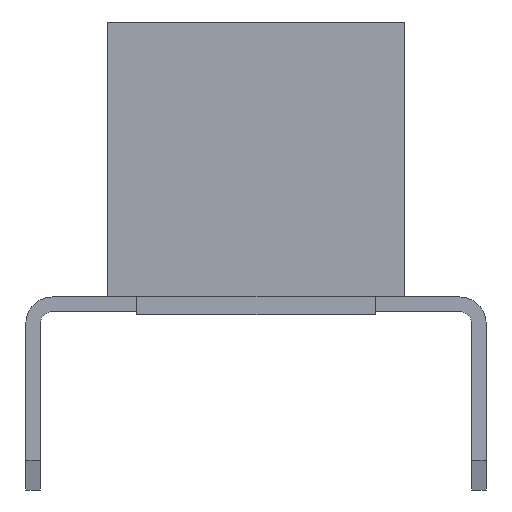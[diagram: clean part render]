
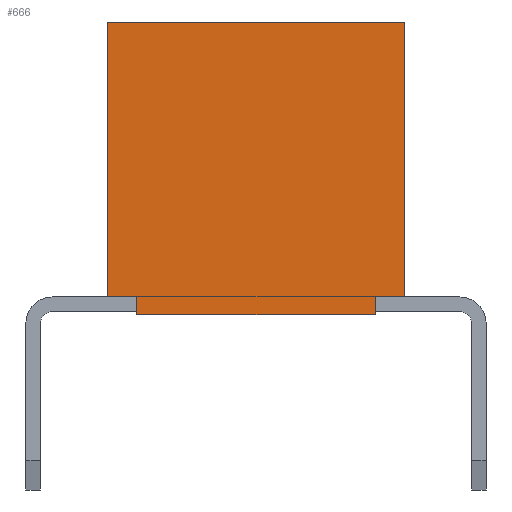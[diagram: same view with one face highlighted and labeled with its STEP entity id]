
A CAD part, left-side view. The second image highlights one B-rep face of the part: STEP entity #666.
In plain terms, the highlighted planar face has unit normal (-1, 0, 0).
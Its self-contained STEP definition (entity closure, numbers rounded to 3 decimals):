
#666=ADVANCED_FACE('',(#3224),#2028,.T.);
#2028=PLANE('',#26705);
#3224=FACE_OUTER_BOUND('',#4684,.T.);
#4684=EDGE_LOOP('',(#7148,#7149,#7150,#7151,#7152,#7153,#7154,#7155));
#7148=ORIENTED_EDGE('',*,*,#17043,.T.);
#7149=ORIENTED_EDGE('',*,*,#17041,.T.);
#7150=ORIENTED_EDGE('',*,*,#17077,.F.);
#7151=ORIENTED_EDGE('',*,*,#16517,.T.);
#7152=ORIENTED_EDGE('',*,*,#17078,.T.);
#7153=ORIENTED_EDGE('',*,*,#17079,.T.);
#7154=ORIENTED_EDGE('',*,*,#17080,.F.);
#7155=ORIENTED_EDGE('',*,*,#16513,.T.);
#14121=VERTEX_POINT('',#36319);
#14122=VERTEX_POINT('',#36321);
#14125=VERTEX_POINT('',#36327);
#14126=VERTEX_POINT('',#36329);
#14647=VERTEX_POINT('',#37372);
#14649=VERTEX_POINT('',#37376);
#14650=VERTEX_POINT('',#37417);
#14651=VERTEX_POINT('',#37419);
#16513=EDGE_CURVE('',#14122,#14121,#20299,.T.);
#16517=EDGE_CURVE('',#14126,#14125,#20303,.T.);
#17041=EDGE_CURVE('',#14647,#14649,#20827,.T.);
#17043=EDGE_CURVE('',#14121,#14647,#20829,.T.);
#17077=EDGE_CURVE('',#14126,#14649,#20863,.T.);
#17078=EDGE_CURVE('',#14125,#14650,#20864,.T.);
#17079=EDGE_CURVE('',#14650,#14651,#20865,.T.);
#17080=EDGE_CURVE('',#14122,#14651,#20866,.T.);
#20299=LINE('',#36320,#23753);
#20303=LINE('',#36328,#23757);
#20827=LINE('',#37377,#24281);
#20829=LINE('',#37380,#24283);
#20863=LINE('',#37415,#24317);
#20864=LINE('',#37416,#24318);
#20865=LINE('',#37418,#24319);
#20866=LINE('',#37420,#24320);
#23753=VECTOR('',#28970,1.);
#23757=VECTOR('',#28974,1.);
#24281=VECTOR('',#29500,1.);
#24283=VECTOR('',#29504,1.);
#24317=VECTOR('',#29540,1.);
#24318=VECTOR('',#29541,1.);
#24319=VECTOR('',#29542,1.);
#24320=VECTOR('',#29543,1.);
#26705=AXIS2_PLACEMENT_3D('',#37421,#29544,#29545);
#28970=DIRECTION('',(0.,-1.,0.));
#28974=DIRECTION('',(0.,-1.,0.));
#29500=DIRECTION('',(0.,1.,0.));
#29504=DIRECTION('',(0.,0.,1.));
#29540=DIRECTION('',(0.,0.,1.));
#29541=DIRECTION('',(0.,0.,-1.));
#29542=DIRECTION('',(0.,-1.,0.));
#29543=DIRECTION('',(0.,0.,-1.));
#29544=DIRECTION('',(-1.,0.,0.));
#29545=DIRECTION('',(0.,0.,1.));
#36319=CARTESIAN_POINT('',(0.,0.,0.));
#36320=CARTESIAN_POINT('',(0.,2.54,0.));
#36321=CARTESIAN_POINT('',(0.,0.5,0.));
#36327=CARTESIAN_POINT('',(0.,4.58,0.));
#36328=CARTESIAN_POINT('',(0.,2.54,0.));
#36329=CARTESIAN_POINT('',(0.,5.08,0.));
#37372=CARTESIAN_POINT('',(0.,0.,4.7));
#37376=CARTESIAN_POINT('',(0.,5.08,4.7));
#37377=CARTESIAN_POINT('',(0.,2.54,4.7));
#37380=CARTESIAN_POINT('',(0.,0.,0.));
#37415=CARTESIAN_POINT('',(0.,5.08,0.));
#37416=CARTESIAN_POINT('',(0.,4.58,-0.3));
#37417=CARTESIAN_POINT('',(0.,4.58,-0.3));
#37418=CARTESIAN_POINT('',(0.,4.58,-0.3));
#37419=CARTESIAN_POINT('',(0.,0.5,-0.3));
#37420=CARTESIAN_POINT('',(0.,0.5,-0.3));
#37421=CARTESIAN_POINT('',(0.,2.54,0.));
